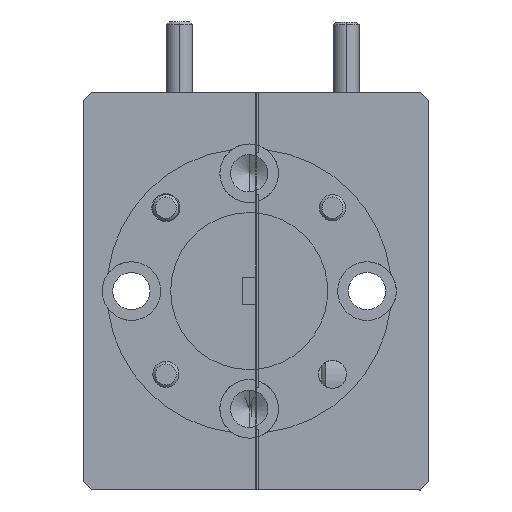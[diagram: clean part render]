
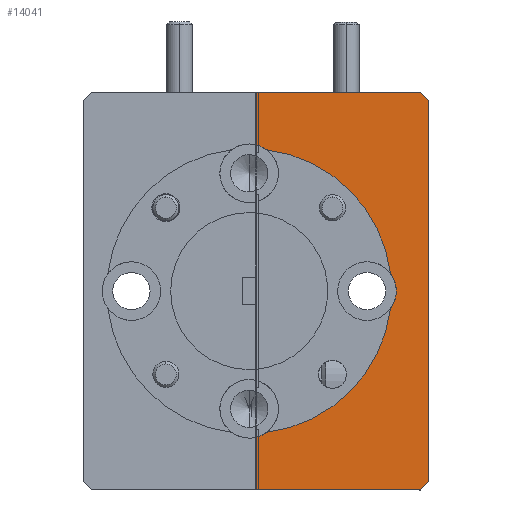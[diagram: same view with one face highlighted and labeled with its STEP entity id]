
A CAD part, left-side view. The second image highlights one B-rep face of the part: STEP entity #14041.
In plain terms, the highlighted planar face has unit normal (-1, 0, 0).
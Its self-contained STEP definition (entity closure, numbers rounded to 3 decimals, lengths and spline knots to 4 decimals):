
#521 = VERTEX_POINT ( 'NONE', #59144 ) ;
#1421 = LINE ( 'NONE', #45390, #50720 ) ;
#1440 = ORIENTED_EDGE ( 'NONE', *, *, #44967, .T. ) ;
#2038 = ORIENTED_EDGE ( 'NONE', *, *, #30243, .T. ) ;
#2620 = CARTESIAN_POINT ( 'NONE',  ( -0.9086, 2.1009, 2.7221 ) ) ;
#3865 = CARTESIAN_POINT ( 'NONE',  ( -0.9086, 2.0846, 3.1971 ) ) ;
#4618 = VECTOR ( 'NONE', #46620, 39.3701 ) ;
#5946 = CARTESIAN_POINT ( 'NONE',  ( -0.9086, 2.0846, 2.2471 ) ) ;
#6715 = DIRECTION ( 'NONE',  ( 0., -0.707, 0.707 ) ) ;
#6955 = DIRECTION ( 'NONE',  ( -1., 0., 0. ) ) ;
#7090 = CARTESIAN_POINT ( 'NONE',  ( -0.9086, 1.6726, 3.1971 ) ) ;
#8265 = DIRECTION ( 'NONE',  ( 1., 0., 0. ) ) ;
#8937 = ORIENTED_EDGE ( 'NONE', *, *, #29134, .T. ) ;
#9014 = EDGE_CURVE ( 'NONE', #521, #35507, #53936, .T. ) ;
#9356 = AXIS2_PLACEMENT_3D ( 'NONE', #38155, #51710, #37740 ) ;
#9545 = CARTESIAN_POINT ( 'NONE',  ( -0.9086, 1.6726, 3.1771 ) ) ;
#10122 = VECTOR ( 'NONE', #57003, 39.3701 ) ;
#11201 = DIRECTION ( 'NONE',  ( 0., 1., 0. ) ) ;
#11529 = CARTESIAN_POINT ( 'NONE',  ( -0.9086, 2.0846, 2.3728 ) ) ;
#12421 = VECTOR ( 'NONE', #35828, 39.3701 ) ;
#12493 = CARTESIAN_POINT ( 'NONE',  ( -0.9086, 2.1009, 3.0034 ) ) ;
#14041 = ADVANCED_FACE ( 'NONE', ( #51346 ), #25071, .F. ) ;
#14572 = CARTESIAN_POINT ( 'NONE',  ( -0.9086, 1.6926, 3.1971 ) ) ;
#15451 = EDGE_CURVE ( 'NONE', #57083, #49867, #34712, .T. ) ;
#16180 = EDGE_CURVE ( 'NONE', #23710, #27141, #37090, .T. ) ;
#17094 = DIRECTION ( 'NONE',  ( 0., 0., 1. ) ) ;
#17341 = EDGE_LOOP ( 'NONE', ( #2038, #21086, #22858, #45277, #1440, #49029, #8937, #40379, #56131, #51577, #52461, #58415 ) ) ;
#19513 = CARTESIAN_POINT ( 'NONE',  ( -0.9086, 2.0591, 3.0596 ) ) ;
#19852 = DIRECTION ( 'NONE',  ( 1., 0., 0. ) ) ;
#19919 = VERTEX_POINT ( 'NONE', #11529 ) ;
#21086 = ORIENTED_EDGE ( 'NONE', *, *, #45188, .F. ) ;
#21569 = CIRCLE ( 'NONE', #47732, 0.07 ) ;
#22858 = ORIENTED_EDGE ( 'NONE', *, *, #27038, .T. ) ;
#22971 = CARTESIAN_POINT ( 'NONE',  ( -0.9086, 2.0846, 3.1971 ) ) ;
#23445 = EDGE_CURVE ( 'NONE', #51324, #49867, #21569, .T. ) ;
#23527 = CARTESIAN_POINT ( 'NONE',  ( -0.9086, 1.7635, 2.7639 ) ) ;
#23710 = VERTEX_POINT ( 'NONE', #9545 ) ;
#25071 = PLANE ( 'NONE',  #61352 ) ;
#25762 = CARTESIAN_POINT ( 'NONE',  ( -0.9086, 2.0591, 2.3847 ) ) ;
#25896 = CARTESIAN_POINT ( 'NONE',  ( -0.9086, 1.8196, 2.7221 ) ) ;
#26673 = CIRCLE ( 'NONE', #52499, 0.34 ) ;
#26926 = VERTEX_POINT ( 'NONE', #25762 ) ;
#27038 = EDGE_CURVE ( 'NONE', #19919, #48777, #50172, .T. ) ;
#27141 = VERTEX_POINT ( 'NONE', #61271 ) ;
#28361 = VERTEX_POINT ( 'NONE', #14572 ) ;
#29134 = EDGE_CURVE ( 'NONE', #23710, #28361, #1421, .T. ) ;
#29831 = DIRECTION ( 'NONE',  ( 0., 0., 1. ) ) ;
#30243 = EDGE_CURVE ( 'NONE', #521, #26926, #26673, .T. ) ;
#30787 = CARTESIAN_POINT ( 'NONE',  ( -0.9086, 2.1009, 2.7221 ) ) ;
#30928 = CARTESIAN_POINT ( 'NONE',  ( -0.9086, 2.0846, 3.1971 ) ) ;
#31682 = VECTOR ( 'NONE', #53262, 39.3701 ) ;
#33370 = LINE ( 'NONE', #35849, #44577 ) ;
#34673 = AXIS2_PLACEMENT_3D ( 'NONE', #25896, #6955, #17094 ) ;
#34712 = LINE ( 'NONE', #22971, #10122 ) ;
#35507 = VERTEX_POINT ( 'NONE', #23527 ) ;
#35820 = DIRECTION ( 'NONE',  ( 0., 0., -1. ) ) ;
#35828 = DIRECTION ( 'NONE',  ( 0., 0., -1. ) ) ;
#35849 = CARTESIAN_POINT ( 'NONE',  ( -0.9086, 1.6726, 2.2671 ) ) ;
#35864 = EDGE_CURVE ( 'NONE', #51324, #35507, #44035, .T. ) ;
#36043 = CARTESIAN_POINT ( 'NONE',  ( -0.9086, 1.6726, 3.1971 ) ) ;
#37090 = LINE ( 'NONE', #36043, #12421 ) ;
#37606 = AXIS2_PLACEMENT_3D ( 'NONE', #2620, #8265, #50621 ) ;
#37740 = DIRECTION ( 'NONE',  ( 0., 0., 1. ) ) ;
#38155 = CARTESIAN_POINT ( 'NONE',  ( -0.9086, 2.1009, 2.4409 ) ) ;
#38176 = EDGE_CURVE ( 'NONE', #28361, #57083, #43051, .T. ) ;
#40379 = ORIENTED_EDGE ( 'NONE', *, *, #38176, .T. ) ;
#40415 = DIRECTION ( 'NONE',  ( 0., 0.707, 0.707 ) ) ;
#41483 = LINE ( 'NONE', #58688, #31682 ) ;
#43051 = LINE ( 'NONE', #7090, #46027 ) ;
#44035 = CIRCLE ( 'NONE', #37606, 0.34 ) ;
#44577 = VECTOR ( 'NONE', #6715, 39.3701 ) ;
#44967 = EDGE_CURVE ( 'NONE', #51398, #27141, #33370, .T. ) ;
#45188 = EDGE_CURVE ( 'NONE', #19919, #26926, #51250, .T. ) ;
#45277 = ORIENTED_EDGE ( 'NONE', *, *, #46819, .F. ) ;
#45390 = CARTESIAN_POINT ( 'NONE',  ( -0.9086, 1.6726, 3.1771 ) ) ;
#46027 = VECTOR ( 'NONE', #11201, 39.3701 ) ;
#46620 = DIRECTION ( 'NONE',  ( 0., 0., -1. ) ) ;
#46819 = EDGE_CURVE ( 'NONE', #51398, #48777, #41483, .T. ) ;
#47732 = AXIS2_PLACEMENT_3D ( 'NONE', #12493, #60531, #51309 ) ;
#48457 = CARTESIAN_POINT ( 'NONE',  ( -0.9086, 1.6726, 3.1971 ) ) ;
#48777 = VERTEX_POINT ( 'NONE', #5946 ) ;
#49029 = ORIENTED_EDGE ( 'NONE', *, *, #16180, .F. ) ;
#49867 = VERTEX_POINT ( 'NONE', #52659 ) ;
#50172 = LINE ( 'NONE', #3865, #4618 ) ;
#50621 = DIRECTION ( 'NONE',  ( 0., 0., -1. ) ) ;
#50720 = VECTOR ( 'NONE', #40415, 39.3701 ) ;
#51250 = CIRCLE ( 'NONE', #9356, 0.07 ) ;
#51309 = DIRECTION ( 'NONE',  ( 0., 0., 1. ) ) ;
#51324 = VERTEX_POINT ( 'NONE', #19513 ) ;
#51346 = FACE_OUTER_BOUND ( 'NONE', #17341, .T. ) ;
#51398 = VERTEX_POINT ( 'NONE', #61994 ) ;
#51577 = ORIENTED_EDGE ( 'NONE', *, *, #23445, .F. ) ;
#51710 = DIRECTION ( 'NONE',  ( -1., 0., 0. ) ) ;
#52461 = ORIENTED_EDGE ( 'NONE', *, *, #35864, .T. ) ;
#52499 = AXIS2_PLACEMENT_3D ( 'NONE', #30787, #59046, #35820 ) ;
#52659 = CARTESIAN_POINT ( 'NONE',  ( -0.9086, 2.0846, 3.0715 ) ) ;
#53262 = DIRECTION ( 'NONE',  ( 0., 1., 0. ) ) ;
#53936 = CIRCLE ( 'NONE', #34673, 0.07 ) ;
#56131 = ORIENTED_EDGE ( 'NONE', *, *, #15451, .T. ) ;
#57003 = DIRECTION ( 'NONE',  ( 0., 0., -1. ) ) ;
#57083 = VERTEX_POINT ( 'NONE', #30928 ) ;
#58415 = ORIENTED_EDGE ( 'NONE', *, *, #9014, .F. ) ;
#58688 = CARTESIAN_POINT ( 'NONE',  ( -0.9086, 1.6726, 2.2471 ) ) ;
#59046 = DIRECTION ( 'NONE',  ( 1., 0., 0. ) ) ;
#59144 = CARTESIAN_POINT ( 'NONE',  ( -0.9086, 1.7635, 2.6804 ) ) ;
#60531 = DIRECTION ( 'NONE',  ( -1., 0., 0. ) ) ;
#61271 = CARTESIAN_POINT ( 'NONE',  ( -0.9086, 1.6726, 2.2671 ) ) ;
#61352 = AXIS2_PLACEMENT_3D ( 'NONE', #48457, #19852, #29831 ) ;
#61994 = CARTESIAN_POINT ( 'NONE',  ( -0.9086, 1.6926, 2.2471 ) ) ;
